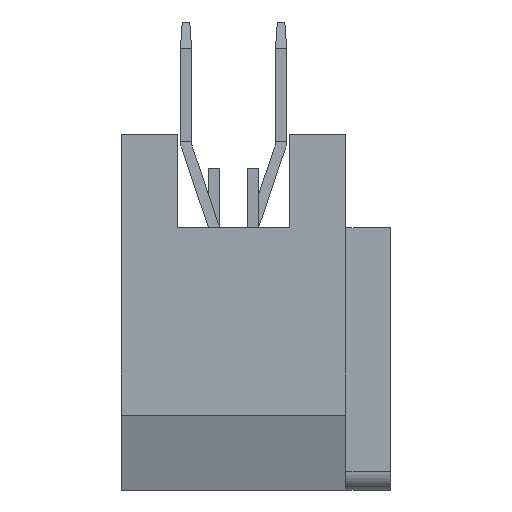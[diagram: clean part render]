
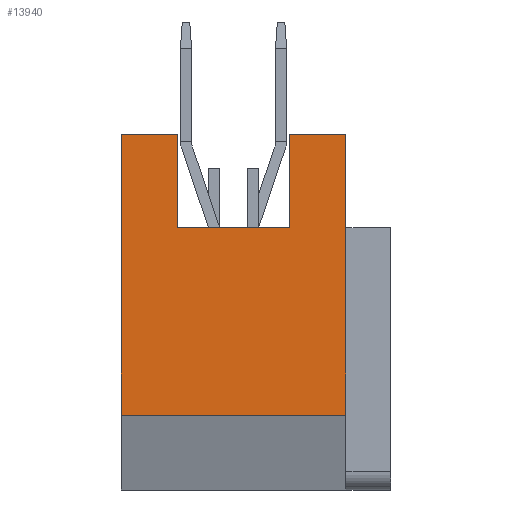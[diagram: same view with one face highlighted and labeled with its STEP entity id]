
A CAD part, left-side view. The second image highlights one B-rep face of the part: STEP entity #13940.
In plain terms, the highlighted planar face has unit normal (-1, 0, 0).
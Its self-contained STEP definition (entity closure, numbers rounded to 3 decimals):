
#13230=CARTESIAN_POINT('',(-4.825,3.,
3.));
#13240=DIRECTION('',(-1.,0.,0.));
#13250=DIRECTION('',(0.,-1.,0.));
#13260=AXIS2_PLACEMENT_3D('',#13230,#13240,#13250);
#13270=PLANE('',#13260);
#13280=CARTESIAN_POINT('',(-4.825,-3.,
3.));
#13290=DIRECTION('',(0.,0.,1.));
#13300=VECTOR('',#13290,1.);
#13310=LINE('',#13280,#13300);
#13320=CARTESIAN_POINT('',(-4.825,-3.,
-4.5));
#13330=VERTEX_POINT('',#13320);
#13340=CARTESIAN_POINT('',(-4.825,-3.,
3.));
#13350=VERTEX_POINT('',#13340);
#13360=EDGE_CURVE('',#13330,#13350,#13310,.T.);
#13370=ORIENTED_EDGE('',*,*,#13360,.T.);
#13380=CARTESIAN_POINT('',(-4.825,-1.971,-4.5)
);
#13390=DIRECTION('',(0.,1.,0.));
#13400=VECTOR('',#13390,1.);
#13410=LINE('',#13380,#13400);
#13420=CARTESIAN_POINT('',(-4.825,3.,
-4.5));
#13430=VERTEX_POINT('',#13420);
#13440=EDGE_CURVE('',#13330,#13430,#13410,.T.);
#13450=ORIENTED_EDGE('',*,*,#13440,.F.);
#13460=CARTESIAN_POINT('',(-4.825,3.,
3.));
#13470=DIRECTION('',(0.,0.,-1.));
#13480=VECTOR('',#13470,1.);
#13490=LINE('',#13460,#13480);
#13500=CARTESIAN_POINT('',(-4.825,3.,
3.));
#13510=VERTEX_POINT('',#13500);
#13520=EDGE_CURVE('',#13510,#13430,#13490,.T.);
#13530=ORIENTED_EDGE('',*,*,#13520,.T.);
#13540=CARTESIAN_POINT('',(-4.825,3.,
3.));
#13550=DIRECTION('',(0.,-1.,0.));
#13560=VECTOR('',#13550,1.);
#13570=LINE('',#13540,#13560);
#13580=CARTESIAN_POINT('',(-4.825,1.5,
3.));
#13590=VERTEX_POINT('',#13580);
#13600=EDGE_CURVE('',#13510,#13590,#13570,.T.);
#13610=ORIENTED_EDGE('',*,*,#13600,.F.);
#13620=CARTESIAN_POINT('',(-4.825,1.5,
3.));
#13630=DIRECTION('',(0.,0.,-1.));
#13640=VECTOR('',#13630,1.);
#13650=LINE('',#13620,#13640);
#13660=CARTESIAN_POINT('',(-4.825,1.5,
0.5));
#13670=VERTEX_POINT('',#13660);
#13680=EDGE_CURVE('',#13590,#13670,#13650,.T.);
#13690=ORIENTED_EDGE('',*,*,#13680,.F.);
#13700=CARTESIAN_POINT('',(-4.825,-1.971,0.5)
);
#13710=DIRECTION('',(0.,-1.,0.));
#13720=VECTOR('',#13710,1.);
#13730=LINE('',#13700,#13720);
#13740=CARTESIAN_POINT('',(-4.825,-1.5,
0.5));
#13750=VERTEX_POINT('',#13740);
#13760=EDGE_CURVE('',#13670,#13750,#13730,.T.);
#13770=ORIENTED_EDGE('',*,*,#13760,.F.);
#13780=CARTESIAN_POINT('',(-4.825,-1.5,
3.));
#13790=DIRECTION('',(0.,0.,1.));
#13800=VECTOR('',#13790,1.);
#13810=LINE('',#13780,#13800);
#13820=CARTESIAN_POINT('',(-4.825,-1.5,
3.));
#13830=VERTEX_POINT('',#13820);
#13840=EDGE_CURVE('',#13750,#13830,#13810,.T.);
#13850=ORIENTED_EDGE('',*,*,#13840,.F.);
#13860=CARTESIAN_POINT('',(-4.825,3.,
3.));
#13870=DIRECTION('',(0.,-1.,0.));
#13880=VECTOR('',#13870,1.);
#13890=LINE('',#13860,#13880);
#13900=EDGE_CURVE('',#13830,#13350,#13890,.T.);
#13910=ORIENTED_EDGE('',*,*,#13900,.F.);
#13920=EDGE_LOOP('',(#13910,#13850,#13770,#13690,#13610,#13530,#13450,
#13370));
#13930=FACE_OUTER_BOUND('',#13920,.T.);
#13940=ADVANCED_FACE('',(#13930),#13270,.T.);
